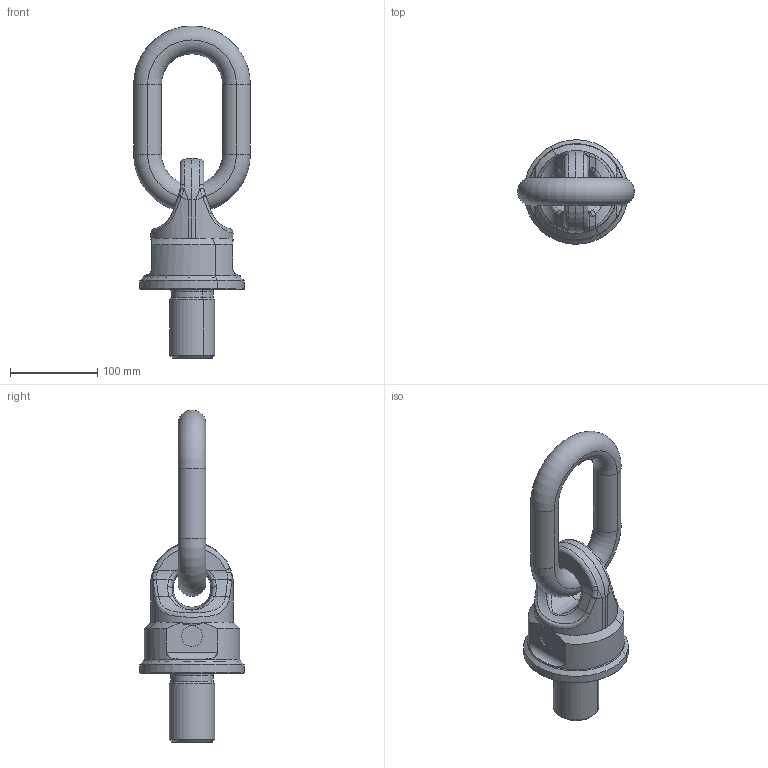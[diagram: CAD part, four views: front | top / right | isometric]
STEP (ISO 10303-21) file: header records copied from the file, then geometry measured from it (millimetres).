
FILE_DESCRIPTION(('CATIA V5 STEP Exchange'),'2;1');
FILE_NAME('8-271-140.stp','2016-01-26T05:16:45+00:00',('none'),('none'),'CATIA Version 5 Release 21 GA (IN-10)','CATIA V5 STEP AP203','none');
FILE_SCHEMA(('CONFIG_CONTROL_DESIGN'));
Length unit declared in the file: millimetre
Products named in the file (1): 8-271-161_AllCATPart
Bounding box: 134 x 119.97 x 381 mm (x, y, z)
Volume: 1346111.7 mm3; surface area: 119259.8 mm2
Topology: 1 solids, 1 shells, 129 faces, 310 edges, 180 vertices
Faces by surface type: bspline 36, cylinder 28, plane 27, cone 22, torus 16
Entity records: 7206 total; most frequent: CARTESIAN_POINT 4700, ORIENTED_EDGE 612, DIRECTION 310, EDGE_CURVE 306, VERTEX_POINT 180, AXIS2_PLACEMENT_3D 162, EDGE_LOOP 134, ADVANCED_FACE 129
